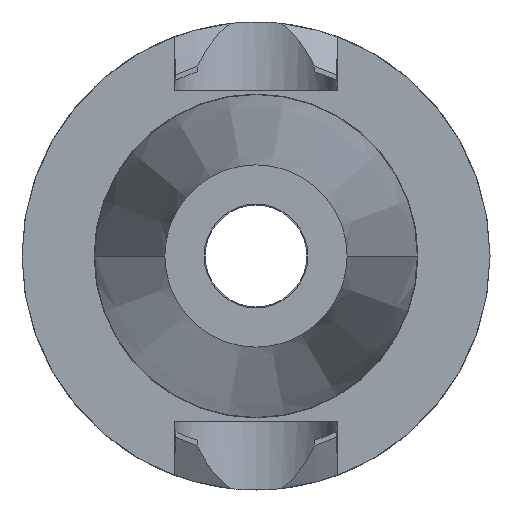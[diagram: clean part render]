
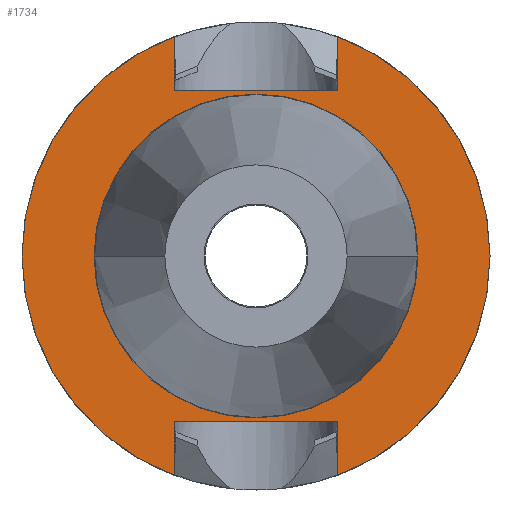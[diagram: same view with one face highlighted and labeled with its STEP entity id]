
A CAD part, left-side view. The second image highlights one B-rep face of the part: STEP entity #1734.
In plain terms, the highlighted planar face has unit normal (-1, 0, 0).
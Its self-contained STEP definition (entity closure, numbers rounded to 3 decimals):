
#128=CARTESIAN_POINT('',(1.,0.,0.));
#129=DIRECTION('',(-1.,0.,0.));
#130=DIRECTION('',(0.,0.35,0.937));
#131=AXIS2_PLACEMENT_3D('',#128,#129,#130);
#143=CARTESIAN_POINT('',(1.,0.,0.));
#144=DIRECTION('',(-1.,0.,0.));
#145=DIRECTION('',(0.,-0.35,-0.937));
#146=AXIS2_PLACEMENT_3D('',#143,#144,#145);
#804=CARTESIAN_POINT('',(1.,0.,0.));
#805=DIRECTION('',(1.,0.,0.));
#806=DIRECTION('',(0.,1.,0.));
#807=AXIS2_PLACEMENT_3D('',#804,#805,#806);
#826=CARTESIAN_POINT('',(1.,0.,0.));
#827=DIRECTION('',(-1.,0.,0.));
#828=DIRECTION('',(0.,1.,0.));
#829=AXIS2_PLACEMENT_3D('',#826,#827,#828);
#834=DIRECTION('',(0.,1.,0.));
#835=VECTOR('',#834,16.1);
#836=CARTESIAN_POINT('',(1.,-8.05,-16.3));
#837=LINE('',#836,#835);
#841=DIRECTION('',(0.,0.,1.));
#842=VECTOR('',#841,5.245);
#843=CARTESIAN_POINT('',(1.,8.05,-21.545));
#844=LINE('',#843,#842);
#848=DIRECTION('',(0.,0.,-1.));
#849=VECTOR('',#848,5.245);
#850=CARTESIAN_POINT('',(1.,8.05,21.545));
#851=LINE('',#850,#849);
#855=DIRECTION('',(0.,1.,0.));
#856=VECTOR('',#855,16.1);
#857=CARTESIAN_POINT('',(1.,-8.05,16.3));
#858=LINE('',#857,#856);
#862=DIRECTION('',(0.,0.,-1.));
#863=VECTOR('',#862,5.245);
#864=CARTESIAN_POINT('',(1.,-8.05,21.545));
#865=LINE('',#864,#863);
#869=DIRECTION('',(0.,0.,1.));
#870=VECTOR('',#869,5.245);
#871=CARTESIAN_POINT('',(1.,-8.05,-21.545));
#872=LINE('',#871,#870);
#927=CARTESIAN_POINT('',(1.,15.798,0.));
#929=VERTEX_POINT('',#927);
#937=CARTESIAN_POINT('',(1.,-15.798,0.));
#939=VERTEX_POINT('',#937);
#959=CARTESIAN_POINT('',(1.,8.05,21.545));
#960=VERTEX_POINT('',#959);
#961=CARTESIAN_POINT('',(1.,-8.05,21.545));
#962=VERTEX_POINT('',#961);
#963=CARTESIAN_POINT('',(1.,-8.05,16.3));
#964=CARTESIAN_POINT('',(1.,8.05,16.3));
#965=VERTEX_POINT('',#963);
#966=VERTEX_POINT('',#964);
#983=CARTESIAN_POINT('',(1.,8.05,-21.545));
#984=VERTEX_POINT('',#983);
#985=CARTESIAN_POINT('',(1.,-8.05,-21.545));
#986=VERTEX_POINT('',#985);
#987=CARTESIAN_POINT('',(1.,-8.05,-16.3));
#988=CARTESIAN_POINT('',(1.,8.05,-16.3));
#989=VERTEX_POINT('',#987);
#990=VERTEX_POINT('',#988);
#1711=CARTESIAN_POINT('',(1.,0.,0.));
#1712=DIRECTION('',(1.,0.,0.));
#1713=DIRECTION('',(0.,-1.,0.));
#1714=AXIS2_PLACEMENT_3D('',#1711,#1712,#1713);
#1715=PLANE('',#1714);
#1717=ORIENTED_EDGE('',*,*,#1716,.T.);
#1718=ORIENTED_EDGE('',*,*,#1115,.F.);
#1719=ORIENTED_EDGE('',*,*,#1133,.F.);
#1720=ORIENTED_EDGE('',*,*,#1163,.T.);
#1722=ORIENTED_EDGE('',*,*,#1721,.F.);
#1724=ORIENTED_EDGE('',*,*,#1723,.F.);
#1725=ORIENTED_EDGE('',*,*,#1145,.F.);
#1727=ORIENTED_EDGE('',*,*,#1726,.T.);
#1728=EDGE_LOOP('',(#1717,#1718,#1719,#1720,#1722,#1724,#1725,#1727));
#1729=FACE_OUTER_BOUND('',#1728,.F.);
#1730=ORIENTED_EDGE('',*,*,#1706,.T.);
#1731=ORIENTED_EDGE('',*,*,#1690,.F.);
#1732=EDGE_LOOP('',(#1730,#1731));
#1733=FACE_BOUND('',#1732,.F.);
#132=CIRCLE('',#131,23.);
#147=CIRCLE('',#146,23.);
#808=CIRCLE('',#807,15.798);
#830=CIRCLE('',#829,15.798);
#1115=EDGE_CURVE('',#984,#990,#844,.T.);
#1133=EDGE_CURVE('',#960,#984,#132,.T.);
#1145=EDGE_CURVE('',#986,#962,#147,.T.);
#1163=EDGE_CURVE('',#960,#966,#851,.T.);
#1690=EDGE_CURVE('',#929,#939,#808,.T.);
#1706=EDGE_CURVE('',#929,#939,#830,.T.);
#1716=EDGE_CURVE('',#989,#990,#837,.T.);
#1721=EDGE_CURVE('',#965,#966,#858,.T.);
#1723=EDGE_CURVE('',#962,#965,#865,.T.);
#1726=EDGE_CURVE('',#986,#989,#872,.T.);
#1734=ADVANCED_FACE('',(#1729,#1733),#1715,.F.);
